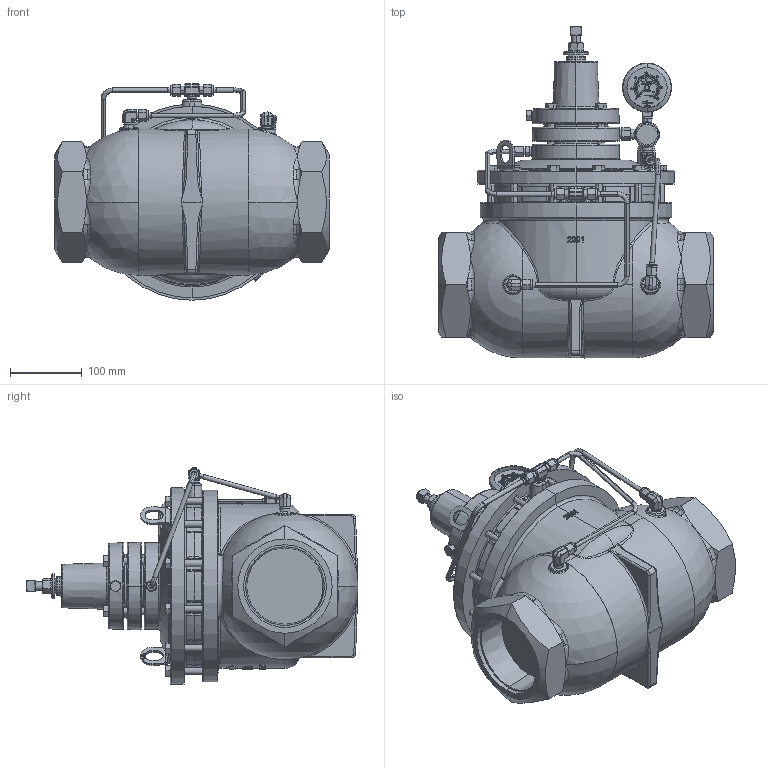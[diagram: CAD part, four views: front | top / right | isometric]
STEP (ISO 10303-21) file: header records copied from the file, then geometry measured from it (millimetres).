
FILE_DESCRIPTION (( 'STEP AP214' ), '1' );
FILE_NAME ('RBN4SADF1S-ALJD.STEP', '2025-05-21T13:04:07', ( '' ), ( '' ), 'SwSTEP 2.0', 'SolidWorks 2024', '' );
FILE_SCHEMA (( 'AUTOMOTIVE_DESIGN' ));
Products named in the file (1): RBN4SADF1S-ALJD
Bounding box: 382.59 x 461.92 x 301.14 mm (x, y, z)
Volume: 15202984.5 mm3; surface area: 599185.3 mm2
Topology: 1 solids, 2 shells, 4988 faces, 13119 edges, 8337 vertices
Faces by surface type: plane 2143, bspline 1807, cylinder 401, cone 389, torus 158, sphere 90
Entity records: 205123 total; most frequent: CARTESIAN_POINT 96511, ORIENTED_EDGE 26102, DIRECTION 16788, EDGE_CURVE 13051, VERTEX_POINT 8335, LINE 6442, VECTOR 6442, EDGE_LOOP 5304
